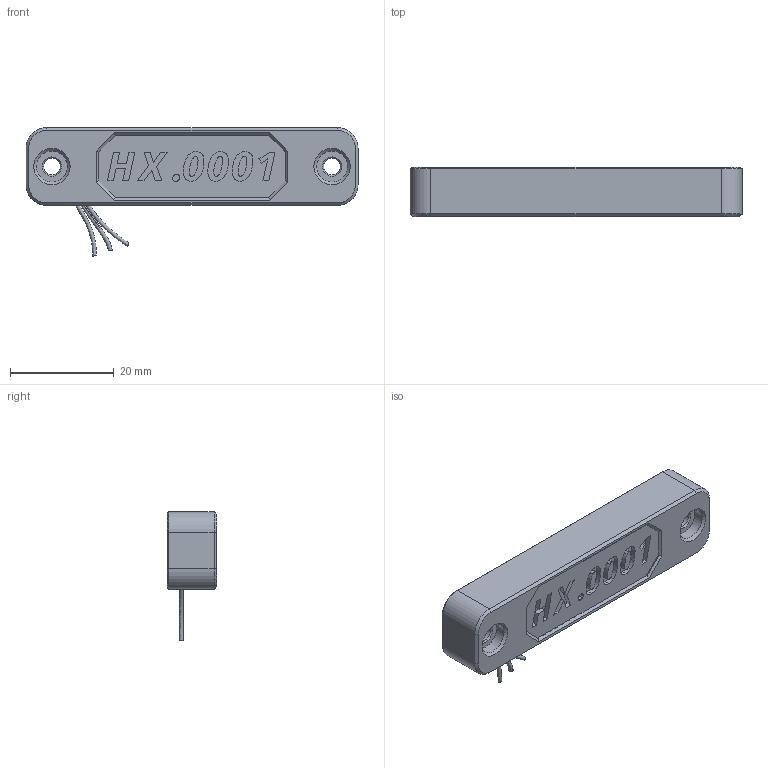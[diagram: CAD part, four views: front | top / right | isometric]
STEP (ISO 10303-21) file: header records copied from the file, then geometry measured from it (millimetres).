
FILE_DESCRIPTION(/* description */ ('STEP AP242','CAx-IF Rec.Pracs.---Representation and Presentation of Product Manufacturing Information (PMI)---4.0---2014-10-13','CAx-IF Rec.Pracs.---3D Tessellated Geometry---0.4---2014-09-14','2;1'),/* implementation_level */ '2;1');
FILE_NAME(/* name */ '65630988252af45f020d38de',/* time_stamp */ '2023-11-26T09:02:00Z',/* author */ (''),/* organization */ (''),/* preprocessor_version */ 'ST-DEVELOPER v19.4',/* originating_system */ ' ',/* authorisation */ ' ');
FILE_SCHEMA (('AP242_MANAGED_MODEL_BASED_3D_ENGINEERING_MIM_LF { 1 0 10303 442 1 1 4 }'));
Length unit declared in the file: metre
Products named in the file (16): PFA Bumper asmb; Top Cover; Left Wedge; Right Wedge; Case; Text Case; RGB Strip asmb <1>; segment; Wire5V; WireGND; WireSignal
Assembly tree (25 placements, depth 4):
  PFA Bumper asmb
    Top Cover
    Left Wedge
    Right Wedge
    Case
    Text Case
    RGB Strip asmb <1>
      RGB Strip asmb <1>
        segment  x3
        Wire5V
        segment  x3
        segment  x3
        segment  x3
        segment  x3
        WireGND
        WireSignal
Bounding box: 64 x 9.5 x 24.8 mm (x, y, z)
Volume: 7761.6 mm3; surface area: 9180.3 mm2
Topology: 23 solids, 23 shells, 488 faces, 1156 edges, 694 vertices
Faces by surface type: plane 307, bspline 71, cylinder 56, cone 54
Full cylindrical faces by diameter (mm): 3.2 x2, 6 x2
Entity records: 13287 total; most frequent: CARTESIAN_POINT 3520, ORIENTED_EDGE 1978, DIRECTION 1729, EDGE_CURVE 989, LINE 731, VECTOR 731, VERTEX_POINT 614, AXIS2_PLACEMENT_3D 499
